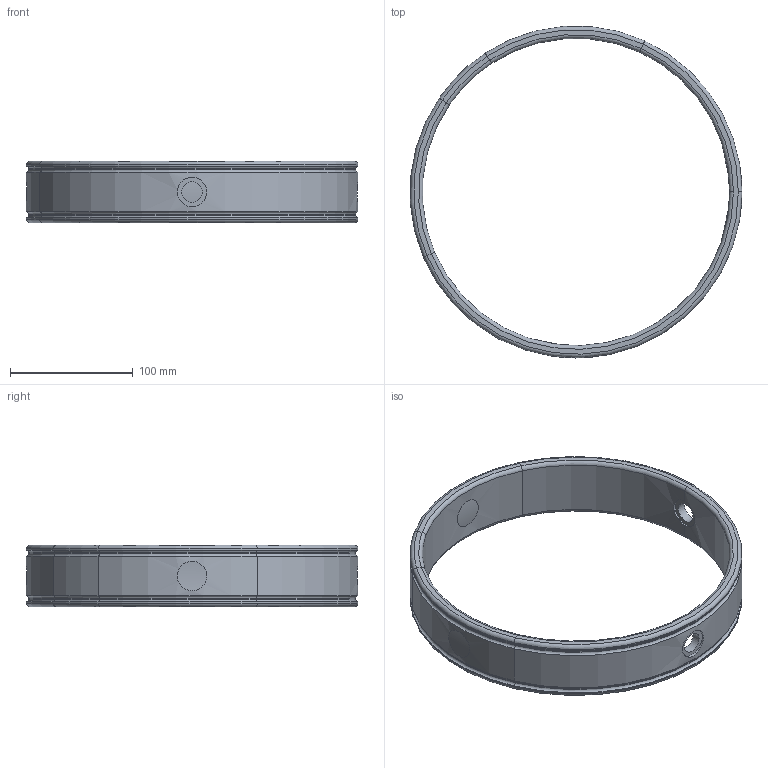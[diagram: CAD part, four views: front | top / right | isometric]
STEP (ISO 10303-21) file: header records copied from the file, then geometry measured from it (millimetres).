
FILE_DESCRIPTION(('FreeCAD Model'),'2;1');
FILE_NAME('ring 250 x 50 90 deg.step' ,'2020-03-27T17:15:02',('Author'),(''), 'Open CASCADE STEP processor 7.2','FreeCAD','Unknown');
FILE_SCHEMA(('AUTOMOTIVE_DESIGN { 1 0 10303 214 1 1 1 1 }'));
Length unit declared in the file: millimetre
Products named in the file (1): Fusion003
Bounding box: 269.9 x 269.9 x 50 mm (x, y, z)
Volume: 380795.1 mm3; surface area: 97609 mm2
Topology: 1 solids, 1 shells, 92 faces, 186 edges, 100 vertices
Faces by surface type: cylinder 40, torus 40, plane 12
Full cylindrical faces by diameter (mm): 16.8 x2, 24 x4
Entity records: 11186 total; most frequent: CARTESIAN_POINT 6737, DIRECTION 740, ORIENTED_EDGE 372, PCURVE 372, DEFINITIONAL_REPRESENTATION 372, LINE 274, VECTOR 274, AXIS2_PLACEMENT_3D 221
